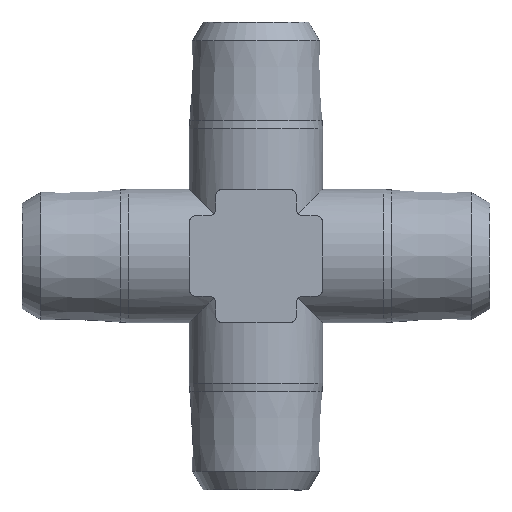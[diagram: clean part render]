
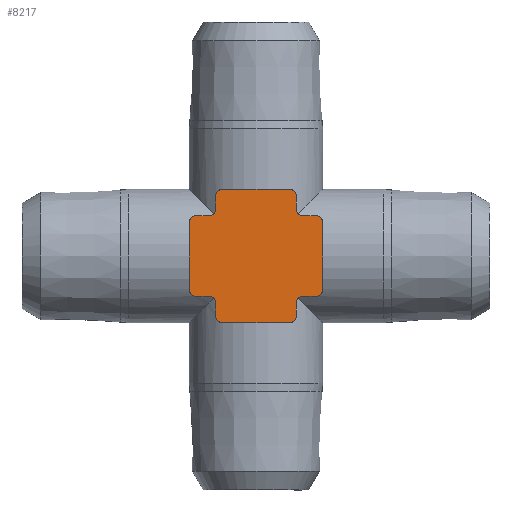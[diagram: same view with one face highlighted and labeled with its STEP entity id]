
A CAD part, front view. The second image highlights one B-rep face of the part: STEP entity #8217.
In plain terms, the highlighted face is planar.
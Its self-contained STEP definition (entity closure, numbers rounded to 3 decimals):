
#1907=VECTOR('',#3287,1.);
#1908=VECTOR('',#3290,1.);
#1909=VECTOR('',#3293,1.);
#1910=VECTOR('',#3296,1.);
#1911=VECTOR('',#3299,1.);
#1912=VECTOR('',#3302,1.);
#1913=VECTOR('',#3305,1.);
#1914=VECTOR('',#3308,1.);
#1915=VECTOR('',#3311,1.);
#1916=VECTOR('',#3314,1.);
#1917=VECTOR('',#3315,1.);
#1918=VECTOR('',#3318,1.);
#1995=LINE('',#6813,#1907);
#1996=LINE('',#6817,#1908);
#1997=LINE('',#6821,#1909);
#1998=LINE('',#6825,#1910);
#1999=LINE('',#6829,#1911);
#2000=LINE('',#6833,#1912);
#2001=LINE('',#6837,#1913);
#2002=LINE('',#6841,#1914);
#2003=LINE('',#6845,#1915);
#2004=LINE('',#6848,#1916);
#2005=LINE('',#6850,#1917);
#2006=LINE('',#6853,#1918);
#2085=PLANE('',#8086);
#2305=ORIENTED_EDGE('',*,*,#2792,.T.);
#2306=ORIENTED_EDGE('',*,*,#2793,.T.);
#2307=ORIENTED_EDGE('',*,*,#2794,.T.);
#2308=ORIENTED_EDGE('',*,*,#2795,.T.);
#2309=ORIENTED_EDGE('',*,*,#2796,.T.);
#2310=ORIENTED_EDGE('',*,*,#2797,.T.);
#2311=ORIENTED_EDGE('',*,*,#2798,.T.);
#2312=ORIENTED_EDGE('',*,*,#2799,.T.);
#2313=ORIENTED_EDGE('',*,*,#2800,.T.);
#2314=ORIENTED_EDGE('',*,*,#2801,.T.);
#2315=ORIENTED_EDGE('',*,*,#2802,.T.);
#2316=ORIENTED_EDGE('',*,*,#2803,.T.);
#2317=ORIENTED_EDGE('',*,*,#2804,.T.);
#2318=ORIENTED_EDGE('',*,*,#2805,.T.);
#2319=ORIENTED_EDGE('',*,*,#2806,.T.);
#2320=ORIENTED_EDGE('',*,*,#2807,.T.);
#2321=ORIENTED_EDGE('',*,*,#2808,.T.);
#2322=ORIENTED_EDGE('',*,*,#2809,.T.);
#2323=ORIENTED_EDGE('',*,*,#2810,.T.);
#2324=ORIENTED_EDGE('',*,*,#2811,.T.);
#2325=ORIENTED_EDGE('',*,*,#2789,.T.);
#2326=ORIENTED_EDGE('',*,*,#2812,.T.);
#2327=ORIENTED_EDGE('',*,*,#2813,.T.);
#2328=ORIENTED_EDGE('',*,*,#2814,.T.);
#2532=CIRCLE('',#8085,0.5);
#2533=CIRCLE('',#8087,0.5);
#2534=CIRCLE('',#8088,0.5);
#2535=CIRCLE('',#8089,0.5);
#2536=CIRCLE('',#8090,0.5);
#2537=CIRCLE('',#8091,0.5);
#2538=CIRCLE('',#8092,0.5);
#2539=CIRCLE('',#8093,0.5);
#2540=CIRCLE('',#8094,0.5);
#2541=CIRCLE('',#8095,0.5);
#2542=CIRCLE('',#8096,0.5);
#2543=CIRCLE('',#8097,0.5);
#2640=VERTEX_POINT('',#6803);
#2641=VERTEX_POINT('',#6804);
#2642=VERTEX_POINT('',#6809);
#2643=VERTEX_POINT('',#6810);
#2644=VERTEX_POINT('',#6812);
#2645=VERTEX_POINT('',#6814);
#2646=VERTEX_POINT('',#6816);
#2647=VERTEX_POINT('',#6818);
#2648=VERTEX_POINT('',#6820);
#2649=VERTEX_POINT('',#6822);
#2650=VERTEX_POINT('',#6824);
#2651=VERTEX_POINT('',#6826);
#2652=VERTEX_POINT('',#6828);
#2653=VERTEX_POINT('',#6830);
#2654=VERTEX_POINT('',#6832);
#2655=VERTEX_POINT('',#6834);
#2656=VERTEX_POINT('',#6836);
#2657=VERTEX_POINT('',#6838);
#2658=VERTEX_POINT('',#6840);
#2659=VERTEX_POINT('',#6842);
#2660=VERTEX_POINT('',#6844);
#2661=VERTEX_POINT('',#6846);
#2662=VERTEX_POINT('',#6849);
#2663=VERTEX_POINT('',#6851);
#2789=EDGE_CURVE('',#2640,#2641,#2532,.T.);
#2792=EDGE_CURVE('',#2642,#2643,#2533,.T.);
#2793=EDGE_CURVE('',#2643,#2644,#1995,.T.);
#2794=EDGE_CURVE('',#2644,#2645,#2534,.T.);
#2795=EDGE_CURVE('',#2645,#2646,#1996,.T.);
#2796=EDGE_CURVE('',#2646,#2647,#2535,.T.);
#2797=EDGE_CURVE('',#2647,#2648,#1997,.T.);
#2798=EDGE_CURVE('',#2648,#2649,#2536,.T.);
#2799=EDGE_CURVE('',#2649,#2650,#1998,.T.);
#2800=EDGE_CURVE('',#2650,#2651,#2537,.T.);
#2801=EDGE_CURVE('',#2651,#2652,#1999,.T.);
#2802=EDGE_CURVE('',#2652,#2653,#2538,.T.);
#2803=EDGE_CURVE('',#2653,#2654,#2000,.T.);
#2804=EDGE_CURVE('',#2654,#2655,#2539,.T.);
#2805=EDGE_CURVE('',#2655,#2656,#2001,.T.);
#2806=EDGE_CURVE('',#2656,#2657,#2540,.T.);
#2807=EDGE_CURVE('',#2657,#2658,#2002,.T.);
#2808=EDGE_CURVE('',#2658,#2659,#2541,.T.);
#2809=EDGE_CURVE('',#2659,#2660,#2003,.T.);
#2810=EDGE_CURVE('',#2660,#2661,#2542,.T.);
#2811=EDGE_CURVE('',#2661,#2640,#2004,.T.);
#2812=EDGE_CURVE('',#2641,#2662,#2005,.T.);
#2813=EDGE_CURVE('',#2662,#2663,#2543,.T.);
#2814=EDGE_CURVE('',#2663,#2642,#2006,.T.);
#2924=EDGE_LOOP('',(#2305,#2306,#2307,#2308,#2309,#2310,#2311,#2312,#2313,
#2314,#2315,#2316,#2317,#2318,#2319,#2320,#2321,#2322,#2323,#2324,#2325,
#2326,#2327,#2328));
#3030=FACE_BOUND('',#2924,.T.);
#3279=DIRECTION('',(0.,0.,-1.));
#3280=DIRECTION('',(0.,-0.5,0.));
#3283=DIRECTION('',(0.,0.,1.));
#3284=DIRECTION('',(0.,-1.,0.));
#3285=DIRECTION('',(0.,0.,1.));
#3286=DIRECTION('',(0.,0.5,0.));
#3287=DIRECTION('',(0.,-1.,0.));
#3288=DIRECTION('',(0.,0.,-1.));
#3289=DIRECTION('',(0.5,0.,0.));
#3290=DIRECTION('',(-1.,0.,0.));
#3291=DIRECTION('',(0.,0.,1.));
#3292=DIRECTION('',(0.,0.5,0.));
#3293=DIRECTION('',(0.,-5.,0.));
#3294=DIRECTION('',(0.,0.,1.));
#3295=DIRECTION('',(-0.5,0.,0.));
#3296=DIRECTION('',(1.,0.,0.));
#3297=DIRECTION('',(0.,0.,-1.));
#3298=DIRECTION('',(0.,0.5,0.));
#3299=DIRECTION('',(0.,-1.,0.));
#3300=DIRECTION('',(0.,0.,1.));
#3301=DIRECTION('',(-0.5,0.,0.));
#3302=DIRECTION('',(5.,0.,0.));
#3303=DIRECTION('',(0.,0.,1.));
#3304=DIRECTION('',(0.,-0.5,0.));
#3305=DIRECTION('',(0.,1.,0.));
#3306=DIRECTION('',(0.,0.,-1.));
#3307=DIRECTION('',(-0.5,0.,0.));
#3308=DIRECTION('',(1.,0.,0.));
#3309=DIRECTION('',(0.,0.,1.));
#3310=DIRECTION('',(0.,-0.5,0.));
#3311=DIRECTION('',(0.,5.,0.));
#3312=DIRECTION('',(0.,0.,1.));
#3313=DIRECTION('',(0.5,0.,0.));
#3314=DIRECTION('',(-1.,0.,0.));
#3315=DIRECTION('',(0.,1.,0.));
#3316=DIRECTION('',(0.,0.,1.));
#3317=DIRECTION('',(0.5,0.,0.));
#3318=DIRECTION('',(-5.,0.,0.));
#6803=CARTESIAN_POINT('',(28.344,34.153,5.5));
#6804=CARTESIAN_POINT('',(27.844,34.653,5.5));
#6805=CARTESIAN_POINT('',(28.344,34.653,5.5));
#6808=CARTESIAN_POINT('',(22.344,36.153,5.5));
#6809=CARTESIAN_POINT('',(22.344,36.153,5.5));
#6810=CARTESIAN_POINT('',(21.844,35.653,5.5));
#6811=CARTESIAN_POINT('',(22.344,35.653,5.5));
#6812=CARTESIAN_POINT('',(21.844,34.653,5.5));
#6813=CARTESIAN_POINT('',(21.844,35.653,5.5));
#6814=CARTESIAN_POINT('',(21.344,34.153,5.5));
#6815=CARTESIAN_POINT('',(21.344,34.653,5.5));
#6816=CARTESIAN_POINT('',(20.344,34.153,5.5));
#6817=CARTESIAN_POINT('',(21.344,34.153,5.5));
#6818=CARTESIAN_POINT('',(19.844,33.653,5.5));
#6819=CARTESIAN_POINT('',(20.344,33.653,5.5));
#6820=CARTESIAN_POINT('',(19.844,28.653,5.5));
#6821=CARTESIAN_POINT('',(19.844,33.653,5.5));
#6822=CARTESIAN_POINT('',(20.344,28.153,5.5));
#6823=CARTESIAN_POINT('',(20.344,28.653,5.5));
#6824=CARTESIAN_POINT('',(21.344,28.153,5.5));
#6825=CARTESIAN_POINT('',(20.344,28.153,5.5));
#6826=CARTESIAN_POINT('',(21.844,27.653,5.5));
#6827=CARTESIAN_POINT('',(21.344,27.653,5.5));
#6828=CARTESIAN_POINT('',(21.844,26.653,5.5));
#6829=CARTESIAN_POINT('',(21.844,27.653,5.5));
#6830=CARTESIAN_POINT('',(22.344,26.153,5.5));
#6831=CARTESIAN_POINT('',(22.344,26.653,5.5));
#6832=CARTESIAN_POINT('',(27.344,26.153,5.5));
#6833=CARTESIAN_POINT('',(22.344,26.153,5.5));
#6834=CARTESIAN_POINT('',(27.844,26.653,5.5));
#6835=CARTESIAN_POINT('',(27.344,26.653,5.5));
#6836=CARTESIAN_POINT('',(27.844,27.653,5.5));
#6837=CARTESIAN_POINT('',(27.844,26.653,5.5));
#6838=CARTESIAN_POINT('',(28.344,28.153,5.5));
#6839=CARTESIAN_POINT('',(28.344,27.653,5.5));
#6840=CARTESIAN_POINT('',(29.344,28.153,5.5));
#6841=CARTESIAN_POINT('',(28.344,28.153,5.5));
#6842=CARTESIAN_POINT('',(29.844,28.653,5.5));
#6843=CARTESIAN_POINT('',(29.344,28.653,5.5));
#6844=CARTESIAN_POINT('',(29.844,33.653,5.5));
#6845=CARTESIAN_POINT('',(29.844,28.653,5.5));
#6846=CARTESIAN_POINT('',(29.344,34.153,5.5));
#6847=CARTESIAN_POINT('',(29.344,33.653,5.5));
#6848=CARTESIAN_POINT('',(29.344,34.153,5.5));
#6849=CARTESIAN_POINT('',(27.844,35.653,5.5));
#6850=CARTESIAN_POINT('',(27.844,34.653,5.5));
#6851=CARTESIAN_POINT('',(27.344,36.153,5.5));
#6852=CARTESIAN_POINT('',(27.344,35.653,5.5));
#6853=CARTESIAN_POINT('',(27.344,36.153,5.5));
#8085=AXIS2_PLACEMENT_3D('',#6805,#3279,#3280);
#8086=AXIS2_PLACEMENT_3D('',#6808,#3283,#3284);
#8087=AXIS2_PLACEMENT_3D('',#6811,#3285,#3286);
#8088=AXIS2_PLACEMENT_3D('',#6815,#3288,#3289);
#8089=AXIS2_PLACEMENT_3D('',#6819,#3291,#3292);
#8090=AXIS2_PLACEMENT_3D('',#6823,#3294,#3295);
#8091=AXIS2_PLACEMENT_3D('',#6827,#3297,#3298);
#8092=AXIS2_PLACEMENT_3D('',#6831,#3300,#3301);
#8093=AXIS2_PLACEMENT_3D('',#6835,#3303,#3304);
#8094=AXIS2_PLACEMENT_3D('',#6839,#3306,#3307);
#8095=AXIS2_PLACEMENT_3D('',#6843,#3309,#3310);
#8096=AXIS2_PLACEMENT_3D('',#6847,#3312,#3313);
#8097=AXIS2_PLACEMENT_3D('',#6852,#3316,#3317);
#8217=ADVANCED_FACE('',(#3030),#2085,.T.);
